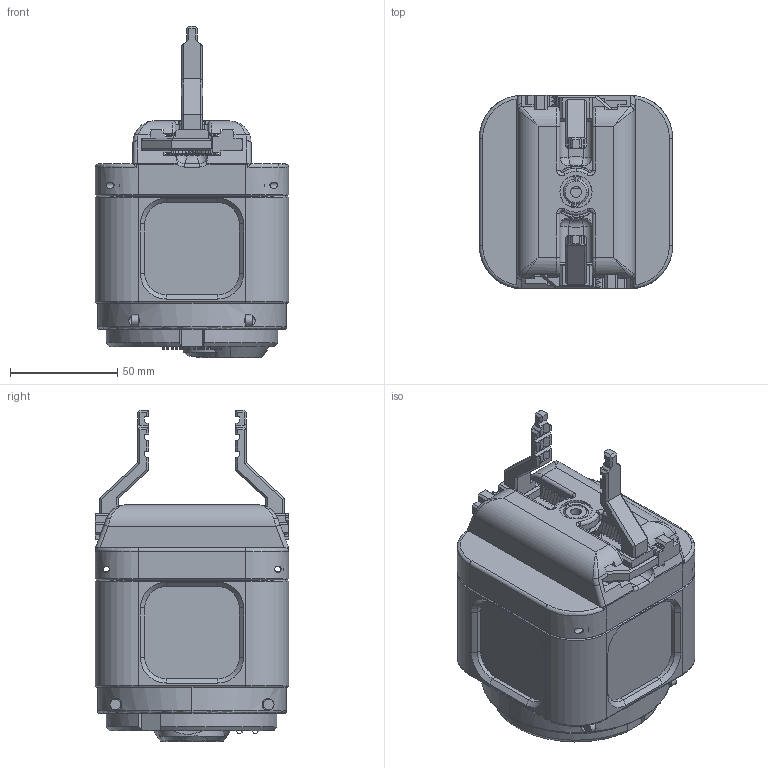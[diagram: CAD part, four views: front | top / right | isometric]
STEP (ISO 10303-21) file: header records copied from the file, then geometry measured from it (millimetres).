
FILE_DESCRIPTION (( 'STEP AP214' ), '1' );
FILE_NAME ('grip-tool.STEP', '2021-12-03T08:17:32', ( '' ), ( '' ), 'SwSTEP 2.0', 'SolidWorks 2020', '' );
FILE_SCHEMA (( 'AUTOMOTIVE_DESIGN' ));
Length unit declared in the file: millimetre
Products named in the file (19): pld_16_211122; case; connector_pin; _connecting_module_passive; grip; drive-casset; motor_brd_211123; holder; shaft; connector_m_3508; motor_211123; processor plate; grip-tool; motherboard; motor_board_211124; connector_f_3508; board_semple_3508; opening-gear; case_3508_1
Assembly tree (25 placements, depth 3):
  grip-tool
    case
    _connecting_module_passive
      case_3508_1
      connector_m_3508  x3
      board_semple_3508  x2
      connector_f_3508  x3
    drive-casset
    motor_211123
    motor_board_211124
      motor_brd_211123
      pld_16_211122
    holder
    opening-gear
    grip  x2
    motherboard
    processor plate
    connector_pin  x2
    shaft
Bounding box: 90 x 90 x 154.24 mm (x, y, z)
Volume: 395597.2 mm3; surface area: 190865 mm2
Topology: 37 solids, 37 shells, 2107 faces, 5528 edges, 3530 vertices
Faces by surface type: plane 1288, cylinder 490, cone 155, bspline 91, torus 79, sphere 4
Entity records: 55498 total; most frequent: CARTESIAN_POINT 12606, ORIENTED_EDGE 8522, DIRECTION 8357, EDGE_CURVE 4261, VECTOR 2799, LINE 2799, AXIS2_PLACEMENT_3D 2779, VERTEX_POINT 2699
